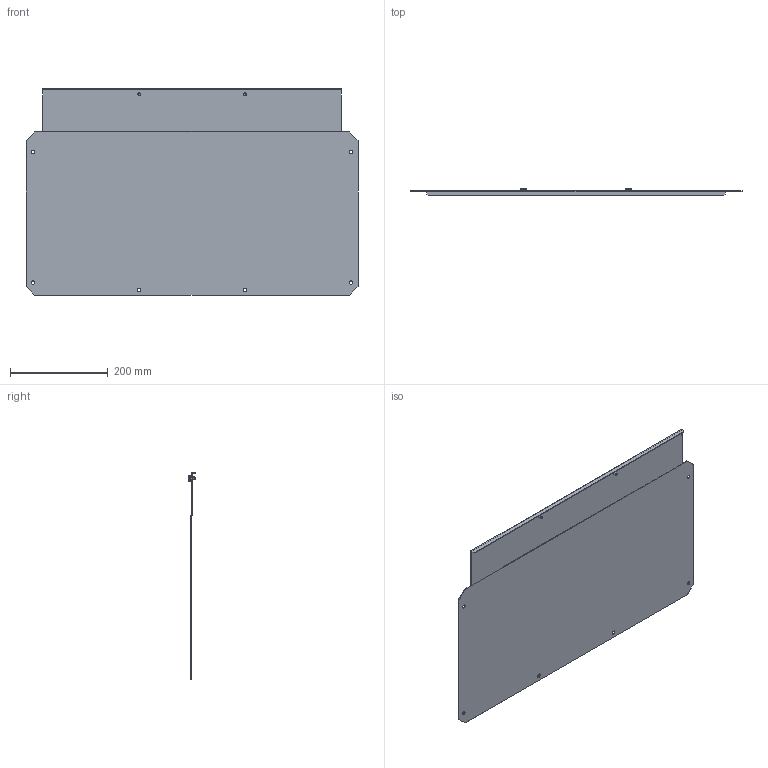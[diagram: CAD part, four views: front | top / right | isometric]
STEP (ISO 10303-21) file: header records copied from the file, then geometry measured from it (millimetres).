
FILE_DESCRIPTION (( 'STEP AP203' ), '1' );
FILE_NAME ('FO-00-FBCS-040-080 FORMAT Ôëàíåö îñíîâàíèÿ âñòð. îòñåêà 400õ800 IEK.STEP', '2025-01-20T12:33:30', ( '' ), ( '' ), 'SwSTEP 2.0', 'SolidWorks 2022', '' );
FILE_SCHEMA (( 'CONFIG_CONTROL_DESIGN' ));
Length unit declared in the file: millimetre
Products named in the file (1): FO-00-FBCS-040-080 FORMAT Фланец основания встр. отсека 400х800 IEK
Bounding box: 679 x 16 x 422.5 mm (x, y, z)
Volume: 428955.3 mm3; surface area: 574643 mm2
Topology: 1 solids, 1 shells, 110 faces, 284 edges, 184 vertices
Faces by surface type: cylinder 54, plane 40, cone 8, torus 8
Entity records: 3493 total; most frequent: DIRECTION 638, CARTESIAN_POINT 579, ORIENTED_EDGE 568, EDGE_CURVE 284, AXIS2_PLACEMENT_3D 243, VERTEX_POINT 184, VECTOR 152, LINE 152
